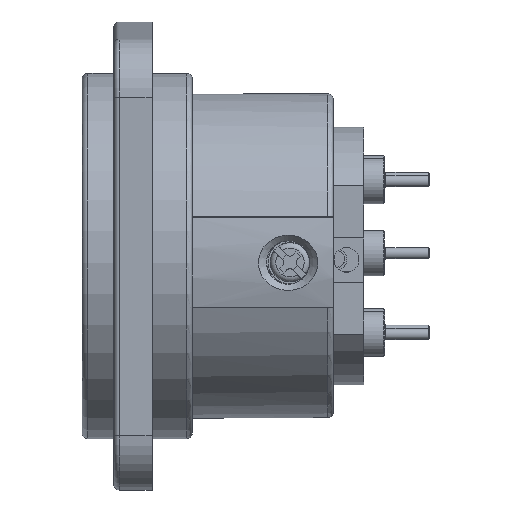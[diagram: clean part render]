
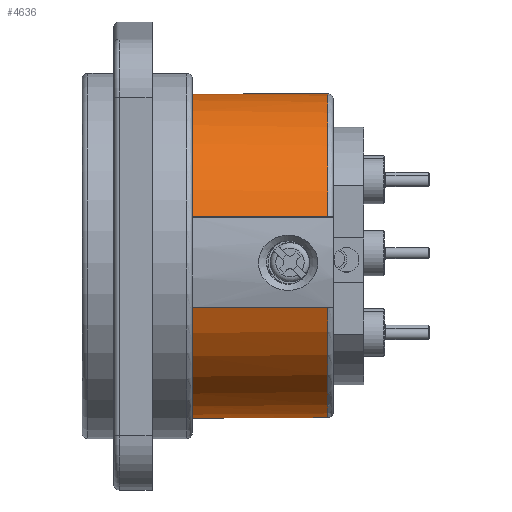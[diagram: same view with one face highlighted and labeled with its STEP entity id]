
A CAD part, top view. The second image highlights one B-rep face of the part: STEP entity #4636.
In plain terms, the highlighted cylindrical face has radius 14.375 mm (diameter 28.75 mm), a partial arc.
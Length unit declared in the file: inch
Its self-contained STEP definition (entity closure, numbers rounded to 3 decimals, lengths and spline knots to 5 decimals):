
#482=LINE('',#7801,#966);
#491=LINE('',#7820,#975);
#966=VECTOR('',#6213,0.47244);
#975=VECTOR('',#6226,0.47244);
#1267=CIRCLE('',#5053,0.56595);
#1268=CIRCLE('',#5054,0.56595);
#1345=CYLINDRICAL_SURFACE('',#5052,0.56595);
#1525=FACE_OUTER_BOUND('',#1808,.T.);
#1808=EDGE_LOOP('',(#3955,#3956,#3957,#3958));
#2341=VERTEX_POINT('',#7798);
#2342=VERTEX_POINT('',#7800);
#2346=VERTEX_POINT('',#7810);
#2350=VERTEX_POINT('',#7818);
#2999=EDGE_CURVE('',#2342,#2341,#482,.T.);
#3009=EDGE_CURVE('',#2346,#2350,#491,.T.);
#3012=EDGE_CURVE('',#2350,#2342,#1267,.T.);
#3013=EDGE_CURVE('',#2346,#2341,#1268,.T.);
#3955=ORIENTED_EDGE('',*,*,#3009,.T.);
#3956=ORIENTED_EDGE('',*,*,#3012,.T.);
#3957=ORIENTED_EDGE('',*,*,#2999,.T.);
#3958=ORIENTED_EDGE('',*,*,#3013,.F.);
#4636=ADVANCED_FACE('',(#1525),#1345,.T.);
#5052=AXIS2_PLACEMENT_3D('',#7825,#6235,#6236);
#5053=AXIS2_PLACEMENT_3D('',#7826,#6237,#6238);
#5054=AXIS2_PLACEMENT_3D('',#7827,#6239,#6240);
#6213=DIRECTION('',(1.,0.,0.));
#6226=DIRECTION('',(-1.,0.,0.));
#6235=DIRECTION('center_axis',(1.,0.,0.));
#6236=DIRECTION('ref_axis',(0.,-0.316,0.949));
#6237=DIRECTION('center_axis',(1.,0.,0.));
#6238=DIRECTION('ref_axis',(0.,0.24,0.971));
#6239=DIRECTION('center_axis',(1.,0.,0.));
#6240=DIRECTION('ref_axis',(0.,0.24,0.971));
#7798=CARTESIAN_POINT('',(6.48646,1.28737,0.54996));
#7800=CARTESIAN_POINT('',(6.01402,1.28737,0.54996));
#7801=CARTESIAN_POINT('',(6.01402,1.28737,0.54996));
#7810=CARTESIAN_POINT('',(6.48646,0.97266,0.53754));
#7818=CARTESIAN_POINT('',(6.01402,0.97266,0.53754));
#7820=CARTESIAN_POINT('',(6.48646,0.97266,0.53754));
#7825=CARTESIAN_POINT('Origin',(6.25024,1.15144,0.00058));
#7826=CARTESIAN_POINT('Origin',(6.01402,1.15144,0.00058));
#7827=CARTESIAN_POINT('Origin',(6.48646,1.15144,0.00058));
